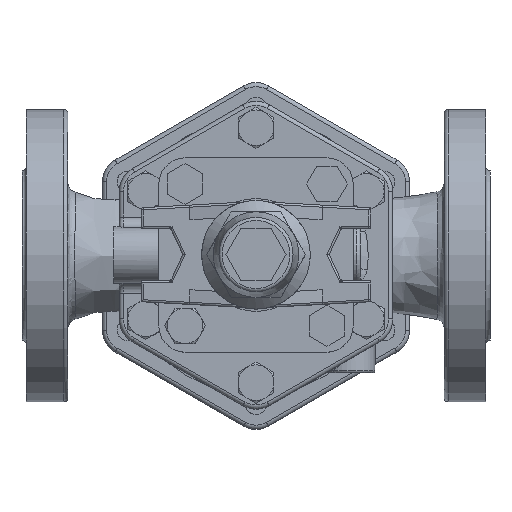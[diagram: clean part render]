
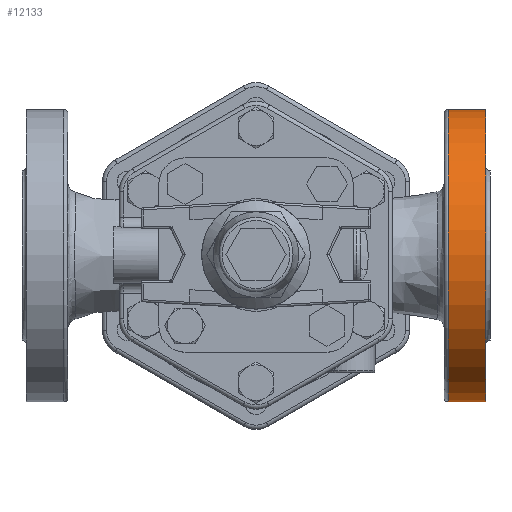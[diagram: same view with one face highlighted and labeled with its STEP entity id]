
A CAD part, top view. The second image highlights one B-rep face of the part: STEP entity #12133.
In plain terms, the highlighted cylindrical face has radius 70 mm (diameter 140 mm), a full revolution.
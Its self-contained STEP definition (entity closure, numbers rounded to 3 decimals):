
#786=CYLINDRICAL_SURFACE('',#13099,70.);
#1134=FACE_BOUND('',#2985,.T.);
#1447=CIRCLE('',#13092,70.);
#1453=CIRCLE('',#13100,70.);
#2093=FACE_OUTER_BOUND('',#2984,.T.);
#2984=EDGE_LOOP('',(#9022));
#2985=EDGE_LOOP('',(#9023));
#5464=VERTEX_POINT('',#20064);
#5471=VERTEX_POINT('',#20133);
#6783=EDGE_CURVE('',#5464,#5464,#1447,.T.);
#6790=EDGE_CURVE('',#5471,#5471,#1453,.T.);
#9022=ORIENTED_EDGE('',*,*,#6790,.T.);
#9023=ORIENTED_EDGE('',*,*,#6783,.F.);
#12133=ADVANCED_FACE('',(#2093,#1134),#786,.T.);
#13092=AXIS2_PLACEMENT_3D('',#20065,#15015,#15016);
#13099=AXIS2_PLACEMENT_3D('',#20132,#15029,#15030);
#13100=AXIS2_PLACEMENT_3D('',#20134,#15031,#15032);
#15015=DIRECTION('center_axis',(-1.,0.,0.));
#15016=DIRECTION('ref_axis',(0.,0.,1.));
#15029=DIRECTION('center_axis',(1.,0.,0.));
#15030=DIRECTION('ref_axis',(0.,0.,1.));
#15031=DIRECTION('center_axis',(-1.,0.,0.));
#15032=DIRECTION('ref_axis',(0.,0.,1.));
#20064=CARTESIAN_POINT('',(92.,0.,38.));
#20065=CARTESIAN_POINT('Origin',(92.,0.,108.));
#20132=CARTESIAN_POINT('Origin',(90.,0.,108.));
#20133=CARTESIAN_POINT('',(110.,0.,38.));
#20134=CARTESIAN_POINT('Origin',(110.,0.,108.));
